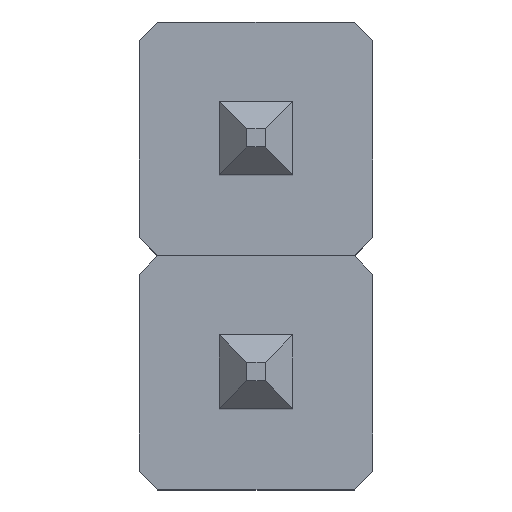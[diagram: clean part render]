
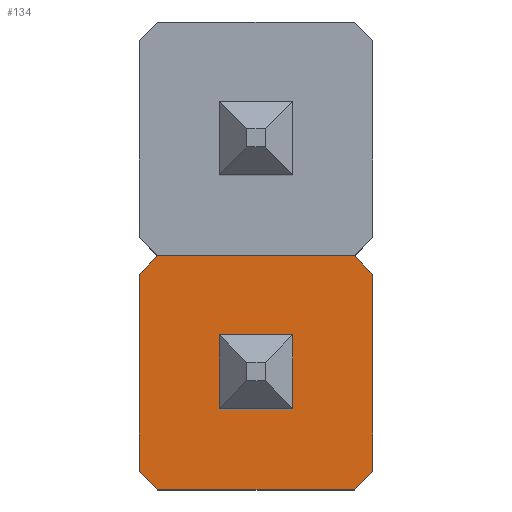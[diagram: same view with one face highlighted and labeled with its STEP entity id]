
A CAD part, top view. The second image highlights one B-rep face of the part: STEP entity #134.
In plain terms, the highlighted planar face has unit normal (0, 0, 1).
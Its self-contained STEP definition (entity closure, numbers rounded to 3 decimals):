
#134=ADVANCED_FACE('',(#249,#250),#251,.T.);
#249=FACE_OUTER_BOUND('',#349,.T.);
#250=FACE_BOUND('',#350,.T.);
#251=PLANE('',#351);
#349=EDGE_LOOP('',(#559,#560,#561,#562,#563,#564,#565,#566));
#350=EDGE_LOOP('',(#567,#568,#569,#570));
#351=AXIS2_PLACEMENT_3D('',#571,#572,#573);
#559=ORIENTED_EDGE('',*,*,#691,.T.);
#560=ORIENTED_EDGE('',*,*,#623,.T.);
#561=ORIENTED_EDGE('',*,*,#692,.T.);
#562=ORIENTED_EDGE('',*,*,#618,.T.);
#563=ORIENTED_EDGE('',*,*,#693,.T.);
#564=ORIENTED_EDGE('',*,*,#613,.T.);
#565=ORIENTED_EDGE('',*,*,#694,.T.);
#566=ORIENTED_EDGE('',*,*,#608,.T.);
#567=ORIENTED_EDGE('',*,*,#668,.T.);
#568=ORIENTED_EDGE('',*,*,#670,.T.);
#569=ORIENTED_EDGE('',*,*,#662,.T.);
#570=ORIENTED_EDGE('',*,*,#665,.T.);
#571=CARTESIAN_POINT('',(22.46,-1.27,15.139));
#572=DIRECTION('',(0.0,0.0,1.0));
#573=DIRECTION('',(1.0,0.0,0.0));
#608=EDGE_CURVE('',#700,#701,#702,.F.);
#613=EDGE_CURVE('',#709,#710,#711,.F.);
#618=EDGE_CURVE('',#718,#719,#720,.F.);
#623=EDGE_CURVE('',#727,#728,#729,.F.);
#662=EDGE_CURVE('',#784,#786,#788,.T.);
#665=EDGE_CURVE('',#786,#790,#792,.T.);
#668=EDGE_CURVE('',#790,#794,#796,.T.);
#670=EDGE_CURVE('',#794,#784,#798,.T.);
#691=EDGE_CURVE('',#701,#727,#823,.T.);
#692=EDGE_CURVE('',#728,#718,#824,.T.);
#693=EDGE_CURVE('',#719,#709,#825,.T.);
#694=EDGE_CURVE('',#710,#700,#826,.T.);
#700=VERTEX_POINT('',#832);
#701=VERTEX_POINT('',#833);
#702=LINE('',#834,#835);
#709=VERTEX_POINT('',#845);
#710=VERTEX_POINT('',#846);
#711=LINE('',#847,#848);
#718=VERTEX_POINT('',#858);
#719=VERTEX_POINT('',#859);
#720=LINE('',#860,#861);
#727=VERTEX_POINT('',#871);
#728=VERTEX_POINT('',#872);
#729=LINE('',#873,#874);
#784=VERTEX_POINT('',#956);
#786=VERTEX_POINT('',#959);
#788=LINE('',#962,#963);
#790=VERTEX_POINT('',#965);
#792=LINE('',#968,#969);
#794=VERTEX_POINT('',#971);
#796=LINE('',#974,#975);
#798=LINE('',#977,#978);
#823=LINE('',#1015,#1016);
#824=LINE('',#1017,#1018);
#825=LINE('',#1019,#1020);
#826=LINE('',#1021,#1022);
#832=CARTESIAN_POINT('',(25.0,1.07,15.139));
#833=CARTESIAN_POINT('',(24.8,1.27,15.139));
#834=CARTESIAN_POINT('',(24.9,1.17,15.139));
#835=VECTOR('',#1027,1.0);
#845=CARTESIAN_POINT('',(24.8,-1.27,15.139));
#846=CARTESIAN_POINT('',(25.0,-1.07,15.139));
#847=CARTESIAN_POINT('',(23.63,-2.44,15.139));
#848=VECTOR('',#1031,1.0);
#858=CARTESIAN_POINT('',(22.46,-1.07,15.139));
#859=CARTESIAN_POINT('',(22.66,-1.27,15.139));
#860=CARTESIAN_POINT('',(22.56,-1.17,15.139));
#861=VECTOR('',#1035,1.0);
#871=CARTESIAN_POINT('',(22.66,1.27,15.139));
#872=CARTESIAN_POINT('',(22.46,1.07,15.139));
#873=CARTESIAN_POINT('',(21.29,-0.1,15.139));
#874=VECTOR('',#1039,1.0);
#956=CARTESIAN_POINT('',(23.33,0.4,15.139));
#959=CARTESIAN_POINT('',(24.13,0.4,15.139));
#962=CARTESIAN_POINT('',(22.46,0.4,15.139));
#963=VECTOR('',#1069,1.0);
#965=CARTESIAN_POINT('',(24.13,-0.4,15.139));
#968=CARTESIAN_POINT('',(24.13,-1.27,15.139));
#969=VECTOR('',#1071,1.0);
#971=CARTESIAN_POINT('',(23.33,-0.4,15.139));
#974=CARTESIAN_POINT('',(22.46,-0.4,15.139));
#975=VECTOR('',#1073,1.0);
#977=CARTESIAN_POINT('',(23.33,-1.27,15.139));
#978=VECTOR('',#1074,1.0);
#1015=CARTESIAN_POINT('',(25.0,1.27,15.139));
#1016=VECTOR('',#1087,1.0);
#1017=CARTESIAN_POINT('',(22.46,1.27,15.139));
#1018=VECTOR('',#1088,1.0);
#1019=CARTESIAN_POINT('',(22.46,-1.27,15.139));
#1020=VECTOR('',#1089,1.0);
#1021=CARTESIAN_POINT('',(25.0,-1.27,15.139));
#1022=VECTOR('',#1090,1.0);
#1027=DIRECTION('',(0.707,-0.707,0.0));
#1031=DIRECTION('',(-0.707,-0.707,0.0));
#1035=DIRECTION('',(-0.707,0.707,0.0));
#1039=DIRECTION('',(0.707,0.707,0.0));
#1069=DIRECTION('',(1.0,0.0,0.0));
#1071=DIRECTION('',(0.0,-1.0,0.0));
#1073=DIRECTION('',(-1.0,0.0,0.0));
#1074=DIRECTION('',(0.0,1.0,0.0));
#1087=DIRECTION('',(-1.0,0.0,0.0));
#1088=DIRECTION('',(0.0,-1.0,0.0));
#1089=DIRECTION('',(1.0,0.0,0.0));
#1090=DIRECTION('',(0.0,1.0,0.0));
